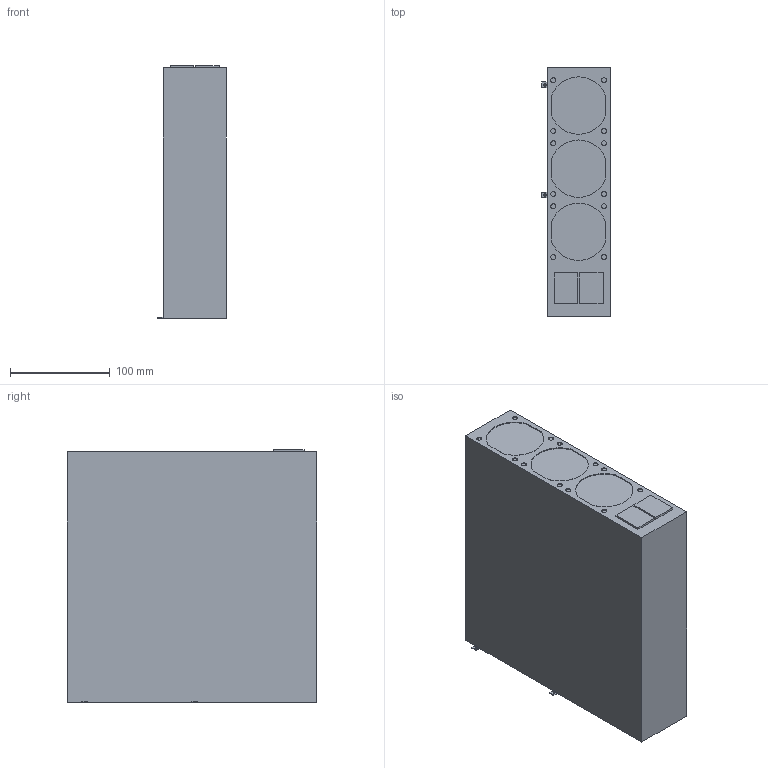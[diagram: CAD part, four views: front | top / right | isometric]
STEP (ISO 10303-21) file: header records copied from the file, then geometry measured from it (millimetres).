
FILE_DESCRIPTION(/* description */ ('STEP AP203','CAx-IF Rec.Pracs.---Representation and Presentation of Product Manufacturing Information (PMI)---4.0---2014-10-13'),/* implementation_level */ '2;1');
FILE_NAME(/* name */ 'Bitmain APW121215a V1.32.step',/* time_stamp */ '2025-02-28T17:18:04-07:00',/* author */ (''),/* organization */ (''),/* preprocessor_version */ 'ST-DEVELOPER v20',/* originating_system */ 'Autodesk Translation Framework v13.20.0.188',/* authorisation */ '');
FILE_SCHEMA (('AP242_MANAGED_MODEL_BASED_3D_ENGINEERING_MIM_LF { 1 0 10303 442 1 1 4 }'));
Length unit declared in the file: inch
Products named in the file (2): Bitmain Antminer S19 PRO; PSU
Assembly tree (1 placements, depth 2):
  Bitmain Antminer S19 PRO
    PSU
Bounding box: 68.63 x 249.43 x 252.53 mm (x, y, z)
Volume: 3951026.4 mm3; surface area: 189464.8 mm2
Topology: 1 solids, 1 shells, 65 faces, 138 edges, 92 vertices
Faces by surface type: plane 45, cylinder 20
Full cylindrical faces by diameter (mm): 2.337 x2, 5 x12
Entity records: 1815 total; most frequent: DIRECTION 314, CARTESIAN_POINT 298, ORIENTED_EDGE 276, EDGE_CURVE 138, AXIS2_PLACEMENT_3D 108, LINE 98, VECTOR 98, VERTEX_POINT 92
